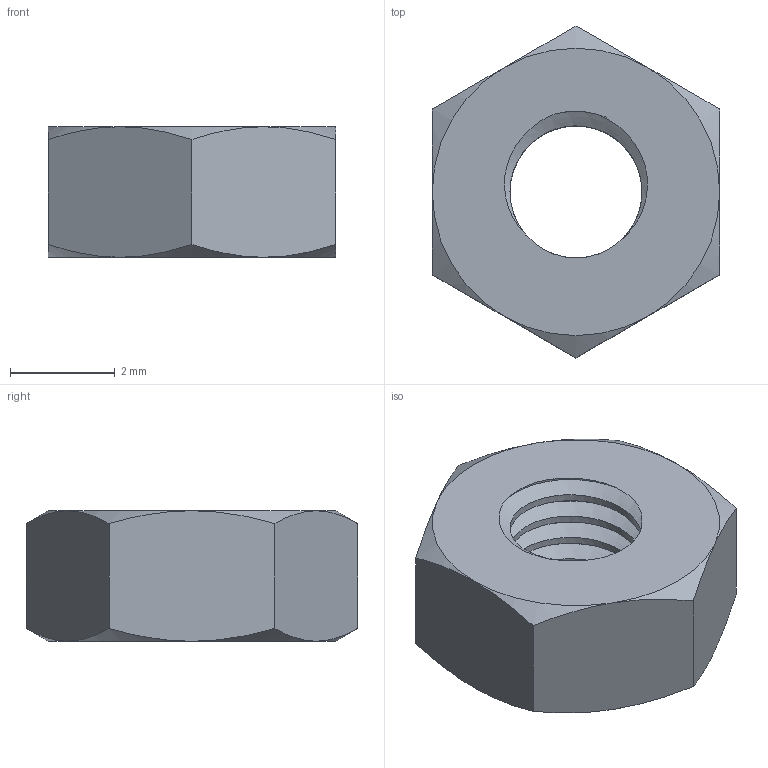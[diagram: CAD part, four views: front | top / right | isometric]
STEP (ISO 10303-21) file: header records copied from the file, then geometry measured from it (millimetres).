
FILE_DESCRIPTION(/* description */ ('','CAx-IF Rec.Pracs.---Representation and Presentation of Product Manufacturing Information (PMI)---4.0---2014-10-13'),/* implementation_level */ '2;1');
FILE_NAME(/* name */ 'M3 Nut.step',/* time_stamp */ '2024-12-11T15:21:20+05:30',/* author */ (''),/* organization */ (''),/* preprocessor_version */ 'ST-DEVELOPER v20',/* originating_system */ 'Autodesk Translation Framework v13.20.0.188',/* authorisation */ '');
FILE_SCHEMA (('AP242_MANAGED_MODEL_BASED_3D_ENGINEERING_MIM_LF { 1 0 10303 442 1 1 4 }'));
Length unit declared in the file: millimetre
Products named in the file (1): M3 Nut
Bounding box: 5.5 x 6.35 x 2.5 mm (x, y, z)
Volume: 50.2 mm3; surface area: 121.4 mm2
Topology: 1 solids, 1 shells, 34 faces, 84 edges, 52 vertices
Faces by surface type: cylinder 12, cone 12, plane 8, bspline 2
Full cylindrical faces by diameter (mm): 2.529 x3, 3.086 x1
Entity records: 1878 total; most frequent: CARTESIAN_POINT 1151, ORIENTED_EDGE 168, DIRECTION 114, EDGE_CURVE 84, VERTEX_POINT 52, AXIS2_PLACEMENT_3D 49, EDGE_LOOP 36, FACE_OUTER_BOUND 34
